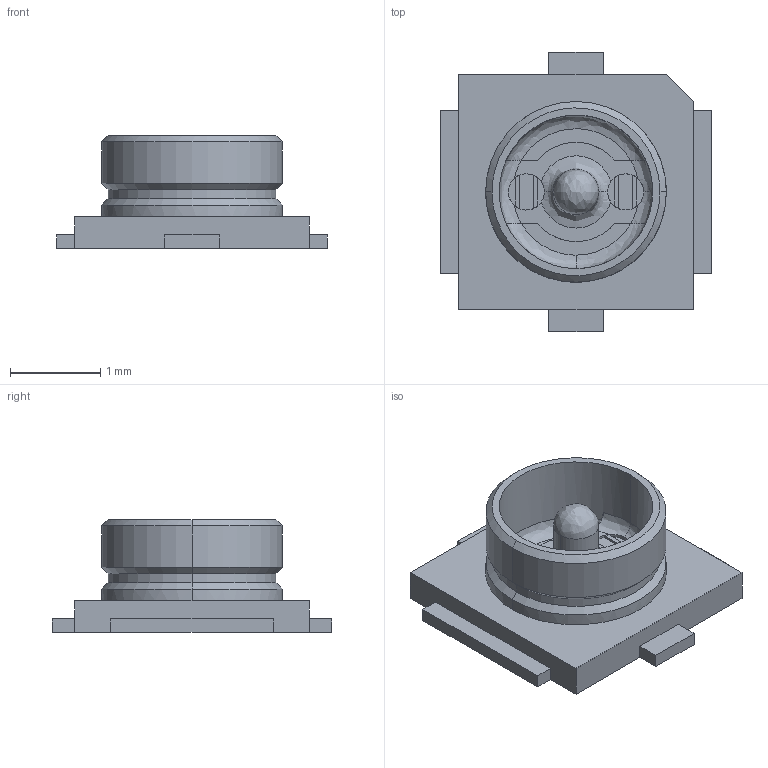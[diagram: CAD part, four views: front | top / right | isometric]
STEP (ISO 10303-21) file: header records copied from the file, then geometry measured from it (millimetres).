
FILE_DESCRIPTION (( 'STEP AP214' ), '1' );
FILE_NAME ('Hirose_U.FL.step', '2021-06-26T23:58:26', ( '' ), ( '' ), 'SwSTEP 2.0', 'SolidWorks 2016', '' );
FILE_SCHEMA (( 'AUTOMOTIVE_DESIGN' ));
Length unit declared in the file: millimetre
Products named in the file (2): Hirose_U.FL; U.FL-R-SMT-K
Assembly tree (1 placements, depth 2):
  Hirose_U.FL
    U.FL-R-SMT-K
Bounding box: 3 x 3.1 x 1.25 mm (x, y, z)
Volume: 3.4 mm3; surface area: 31.7 mm2
Topology: 1 solids, 3 shells, 112 faces, 286 edges, 181 vertices
Faces by surface type: plane 66, cylinder 28, bspline 12, cone 6
Entity records: 5169 total; most frequent: CARTESIAN_POINT 1383, ORIENTED_EDGE 560, DIRECTION 439, EDGE_CURVE 280, VERTEX_POINT 181, LINE 165, VECTOR 165, AXIS2_PLACEMENT_3D 137
